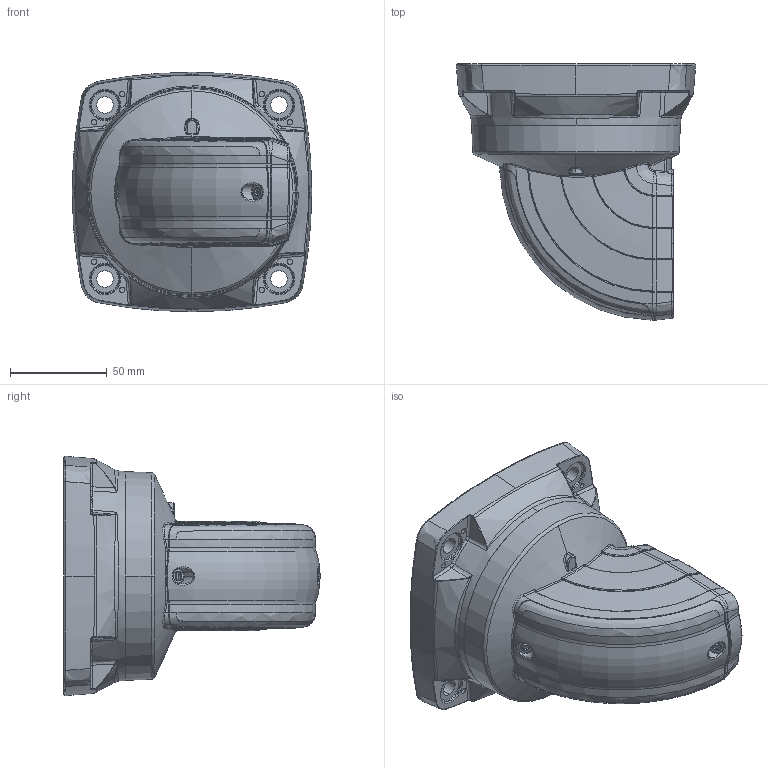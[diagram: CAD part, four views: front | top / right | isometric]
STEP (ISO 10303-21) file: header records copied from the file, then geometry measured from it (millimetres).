
FILE_DESCRIPTION (( 'STEP AP203' ), '1' );
FILE_NAME ('TK045-600.STEP', '2018-09-19T06:24:00', ( '' ), ( '' ), 'SwSTEP 2.0', 'SolidWorks 2018', '' );
FILE_SCHEMA (( 'CONFIG_CONTROL_DESIGN' ));
Length unit declared in the file: millimetre
Products named in the file (1): TK045-600
Bounding box: 123.85 x 132.61 x 123.85 mm (x, y, z)
Volume: 534471.4 mm3; surface area: 110583 mm2
Topology: 3 solids, 11 shells, 1292 faces, 3196 edges, 1889 vertices
Faces by surface type: bspline 756, cylinder 150, torus 144, cone 143, plane 95, sphere 4
Entity records: 78624 total; most frequent: CARTESIAN_POINT 54437, ORIENTED_EDGE 6276, DIRECTION 3386, EDGE_CURVE 3138, VERTEX_POINT 1889, B_SPLINE_CURVE_WITH_KNOTS 1635, AXIS2_PLACEMENT_3D 1545, EDGE_LOOP 1359
